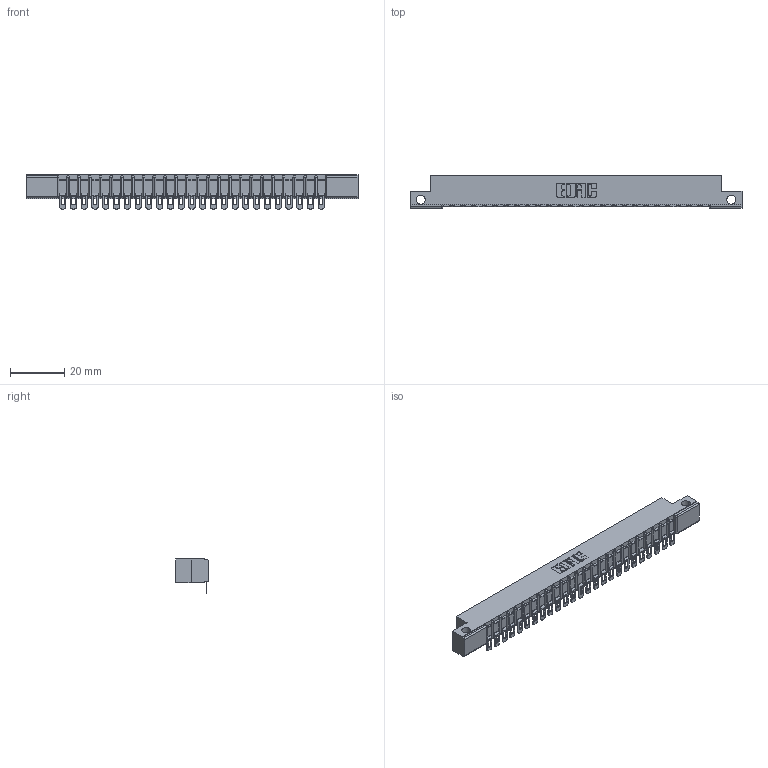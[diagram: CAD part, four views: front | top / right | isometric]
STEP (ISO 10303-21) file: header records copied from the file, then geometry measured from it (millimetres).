
FILE_DESCRIPTION (( 'STEP AP203' ), '1' );
FILE_NAME ('357-025-554-112.STEP', '2019-09-17T00:48:32', ( '' ), ( '' ), 'SwSTEP 2.0', 'SolidWorks 2016', '' );
FILE_SCHEMA (( 'CONFIG_CONTROL_DESIGN' ));
Length unit declared in the file: inch
Products named in the file (3): 307-290-002_554; 357-025-554-112; 307 Part_.128 Dia Side Mounting Holes
Assembly tree (26 placements, depth 2):
  357-025-554-112
    307 Part_.128 Dia Side Mounting Holes
    307-290-002_554  x25
Bounding box: 122.07 x 12.01 x 12.52 mm (x, y, z)
Volume: 7993.7 mm3; surface area: 14671.2 mm2
Topology: 26 solids, 26 shells, 2169 faces, 6648 edges, 4360 vertices
Faces by surface type: plane 1220, cylinder 897, sphere 52
Entity records: 24495 total; most frequent: CARTESIAN_POINT 4130, ORIENTED_EDGE 4120, DIRECTION 4026, EDGE_CURVE 2060, VECTOR 1562, LINE 1562, VERTEX_POINT 1336, AXIS2_PLACEMENT_3D 1232
